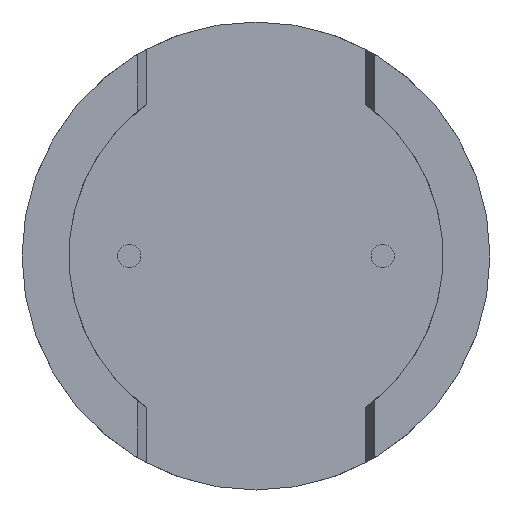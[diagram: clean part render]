
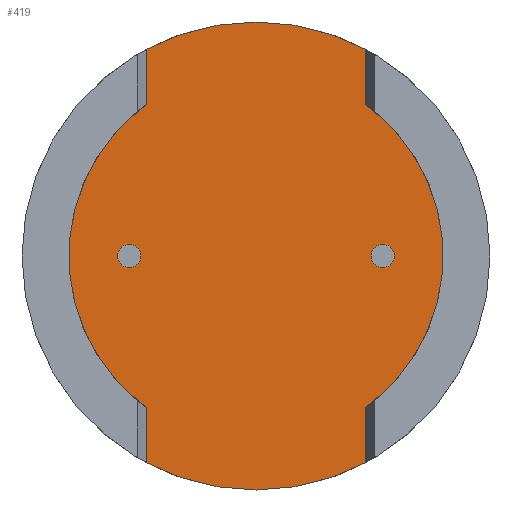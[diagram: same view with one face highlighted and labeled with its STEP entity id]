
A CAD part, front view. The second image highlights one B-rep face of the part: STEP entity #419.
In plain terms, the highlighted planar face has unit normal (0, -1, 0).
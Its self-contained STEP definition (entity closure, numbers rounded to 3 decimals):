
#2 = VERTEX_POINT ( 'NONE', #1295 ) ;
#29 = CIRCLE ( 'NONE', #1262, 0.3 ) ;
#32 = VERTEX_POINT ( 'NONE', #593 ) ;
#36 = CARTESIAN_POINT ( 'NONE',  ( 3.25, 0.5, -0.3 ) ) ;
#40 = CIRCLE ( 'NONE', #73, 0.3 ) ;
#42 = CARTESIAN_POINT ( 'NONE',  ( 2.817, 0.5, 0. ) ) ;
#45 = CIRCLE ( 'NONE', #901, 6. ) ;
#67 = EDGE_CURVE ( 'NONE', #640, #1135, #76, .T. ) ;
#73 = AXIS2_PLACEMENT_3D ( 'NONE', #978, #1105, #982 ) ;
#76 = CIRCLE ( 'NONE', #1137, 6. ) ;
#99 = EDGE_CURVE ( 'NONE', #1098, #640, #45, .T. ) ;
#107 = EDGE_CURVE ( 'NONE', #1223, #1098, #554, .T. ) ;
#112 = ORIENTED_EDGE ( 'NONE', *, *, #99, .T. ) ;
#121 = DIRECTION ( 'NONE',  ( 0., -1., 0. ) ) ;
#123 = DIRECTION ( 'NONE',  ( 0., 0., -1. ) ) ;
#128 = DIRECTION ( 'NONE',  ( 0., 0., -1. ) ) ;
#132 = CARTESIAN_POINT ( 'NONE',  ( 3.25, 0.5, 0. ) ) ;
#137 = DIRECTION ( 'NONE',  ( 0., 0., -1. ) ) ;
#140 = CARTESIAN_POINT ( 'NONE',  ( -3.25, 0.5, 0. ) ) ;
#158 = AXIS2_PLACEMENT_3D ( 'NONE', #1167, #344, #123 ) ;
#185 = EDGE_LOOP ( 'NONE', ( #897, #671 ) ) ;
#190 = EDGE_CURVE ( 'NONE', #527, #510, #1024, .T. ) ;
#198 = CARTESIAN_POINT ( 'NONE',  ( 0., 0.5, 6. ) ) ;
#212 = VECTOR ( 'NONE', #1071, 1000. ) ;
#225 = PLANE ( 'NONE',  #743 ) ;
#232 = DIRECTION ( 'NONE',  ( 0., 0., -1. ) ) ;
#244 = DIRECTION ( 'NONE',  ( 0., -1., 0. ) ) ;
#251 = CARTESIAN_POINT ( 'NONE',  ( -2.817, 0.5, -3.887 ) ) ;
#261 = VECTOR ( 'NONE', #780, 1000. ) ;
#282 = ORIENTED_EDGE ( 'NONE', *, *, #190, .T. ) ;
#285 = EDGE_CURVE ( 'NONE', #2, #527, #633, .T. ) ;
#287 = CARTESIAN_POINT ( 'NONE',  ( 2.817, 0.5, 3.887 ) ) ;
#322 = DIRECTION ( 'NONE',  ( 0., -1., 0. ) ) ;
#323 = CARTESIAN_POINT ( 'NONE',  ( -3.25, 0.5, 0.3 ) ) ;
#325 = DIRECTION ( 'NONE',  ( 0., 0., -1. ) ) ;
#337 = CARTESIAN_POINT ( 'NONE',  ( -2.817, 0.5, 0. ) ) ;
#344 = DIRECTION ( 'NONE',  ( 0., -1., 0. ) ) ;
#360 = VECTOR ( 'NONE', #545, 1000. ) ;
#361 = EDGE_CURVE ( 'NONE', #807, #374, #648, .T. ) ;
#368 = DIRECTION ( 'NONE',  ( 0., 0., -1. ) ) ;
#371 = CARTESIAN_POINT ( 'NONE',  ( 3.25, 0.5, 0.3 ) ) ;
#374 = VERTEX_POINT ( 'NONE', #700 ) ;
#390 = FACE_BOUND ( 'NONE', #185, .T. ) ;
#406 = LINE ( 'NONE', #337, #748 ) ;
#408 = EDGE_LOOP ( 'NONE', ( #673, #632, #112, #1027, #666, #904, #282, #776, #769, #568 ) ) ;
#419 = ADVANCED_FACE ( 'NONE', ( #390, #971, #1185 ), #225, .T. ) ;
#422 = VERTEX_POINT ( 'NONE', #36 ) ;
#432 = CARTESIAN_POINT ( 'NONE',  ( 0., 0.5, -6. ) ) ;
#454 = CARTESIAN_POINT ( 'NONE',  ( 0., 0.5, 0. ) ) ;
#463 = CARTESIAN_POINT ( 'NONE',  ( 0., 0.5, 0. ) ) ;
#495 = ORIENTED_EDGE ( 'NONE', *, *, #1301, .F. ) ;
#510 = VERTEX_POINT ( 'NONE', #969 ) ;
#527 = VERTEX_POINT ( 'NONE', #287 ) ;
#545 = DIRECTION ( 'NONE',  ( 0., 0., 1. ) ) ;
#546 = DIRECTION ( 'NONE',  ( 0., -1., 0. ) ) ;
#554 = LINE ( 'NONE', #1177, #261 ) ;
#568 = ORIENTED_EDGE ( 'NONE', *, *, #1084, .T. ) ;
#593 = CARTESIAN_POINT ( 'NONE',  ( -2.817, 0.5, 3.887 ) ) ;
#612 = AXIS2_PLACEMENT_3D ( 'NONE', #1158, #641, #128 ) ;
#632 = ORIENTED_EDGE ( 'NONE', *, *, #107, .T. ) ;
#633 = CIRCLE ( 'NONE', #690, 4.8 ) ;
#640 = VERTEX_POINT ( 'NONE', #432 ) ;
#641 = DIRECTION ( 'NONE',  ( 0., -1., 0. ) ) ;
#648 = CIRCLE ( 'NONE', #773, 6. ) ;
#651 = DIRECTION ( 'NONE',  ( 0., -1., 0. ) ) ;
#666 = ORIENTED_EDGE ( 'NONE', *, *, #1178, .T. ) ;
#671 = ORIENTED_EDGE ( 'NONE', *, *, #1307, .F. ) ;
#673 = ORIENTED_EDGE ( 'NONE', *, *, #1063, .T. ) ;
#690 = AXIS2_PLACEMENT_3D ( 'NONE', #918, #912, #803 ) ;
#700 = CARTESIAN_POINT ( 'NONE',  ( -2.817, 0.5, 5.298 ) ) ;
#716 = EDGE_CURVE ( 'NONE', #857, #977, #40, .T. ) ;
#719 = AXIS2_PLACEMENT_3D ( 'NONE', #132, #244, #137 ) ;
#743 = AXIS2_PLACEMENT_3D ( 'NONE', #926, #322, #325 ) ;
#748 = VECTOR ( 'NONE', #232, 1000. ) ;
#768 = CARTESIAN_POINT ( 'NONE',  ( 3.25, 0.5, 0. ) ) ;
#769 = ORIENTED_EDGE ( 'NONE', *, *, #361, .T. ) ;
#773 = AXIS2_PLACEMENT_3D ( 'NONE', #1009, #121, #844 ) ;
#776 = ORIENTED_EDGE ( 'NONE', *, *, #1040, .T. ) ;
#780 = DIRECTION ( 'NONE',  ( 0., 0., -1. ) ) ;
#781 = EDGE_LOOP ( 'NONE', ( #495, #834 ) ) ;
#803 = DIRECTION ( 'NONE',  ( 0., 0., -1. ) ) ;
#807 = VERTEX_POINT ( 'NONE', #198 ) ;
#834 = ORIENTED_EDGE ( 'NONE', *, *, #1004, .F. ) ;
#844 = DIRECTION ( 'NONE',  ( 0., 0., -1. ) ) ;
#857 = VERTEX_POINT ( 'NONE', #1000 ) ;
#879 = DIRECTION ( 'NONE',  ( 0., 0., -1. ) ) ;
#897 = ORIENTED_EDGE ( 'NONE', *, *, #716, .F. ) ;
#900 = LINE ( 'NONE', #42, #360 ) ;
#901 = AXIS2_PLACEMENT_3D ( 'NONE', #454, #1087, #368 ) ;
#904 = ORIENTED_EDGE ( 'NONE', *, *, #285, .T. ) ;
#912 = DIRECTION ( 'NONE',  ( 0., -1., 0. ) ) ;
#918 = CARTESIAN_POINT ( 'NONE',  ( 0., 0.5, 0. ) ) ;
#926 = CARTESIAN_POINT ( 'NONE',  ( 0., 0.5, 0. ) ) ;
#969 = CARTESIAN_POINT ( 'NONE',  ( 2.817, 0.5, 5.298 ) ) ;
#971 = FACE_OUTER_BOUND ( 'NONE', #408, .T. ) ;
#974 = DIRECTION ( 'NONE',  ( 0., 0., -1. ) ) ;
#977 = VERTEX_POINT ( 'NONE', #323 ) ;
#978 = CARTESIAN_POINT ( 'NONE',  ( -3.25, 0.5, 0. ) ) ;
#982 = DIRECTION ( 'NONE',  ( 0., 0., -1. ) ) ;
#1000 = CARTESIAN_POINT ( 'NONE',  ( -3.25, 0.5, -0.3 ) ) ;
#1004 = EDGE_CURVE ( 'NONE', #1226, #422, #1102, .T. ) ;
#1009 = CARTESIAN_POINT ( 'NONE',  ( 0., 0.5, 0. ) ) ;
#1024 = LINE ( 'NONE', #1066, #212 ) ;
#1025 = CIRCLE ( 'NONE', #1235, 0.3 ) ;
#1027 = ORIENTED_EDGE ( 'NONE', *, *, #67, .T. ) ;
#1033 = DIRECTION ( 'NONE',  ( 0., 0., -1. ) ) ;
#1040 = EDGE_CURVE ( 'NONE', #510, #807, #1289, .T. ) ;
#1063 = EDGE_CURVE ( 'NONE', #32, #1223, #1078, .T. ) ;
#1066 = CARTESIAN_POINT ( 'NONE',  ( 2.817, 0.5, 0. ) ) ;
#1071 = DIRECTION ( 'NONE',  ( 0., 0., 1. ) ) ;
#1078 = CIRCLE ( 'NONE', #612, 4.8 ) ;
#1084 = EDGE_CURVE ( 'NONE', #374, #32, #406, .T. ) ;
#1087 = DIRECTION ( 'NONE',  ( 0., -1., 0. ) ) ;
#1098 = VERTEX_POINT ( 'NONE', #1250 ) ;
#1102 = CIRCLE ( 'NONE', #719, 0.3 ) ;
#1105 = DIRECTION ( 'NONE',  ( 0., -1., 0. ) ) ;
#1135 = VERTEX_POINT ( 'NONE', #1263 ) ;
#1137 = AXIS2_PLACEMENT_3D ( 'NONE', #463, #546, #974 ) ;
#1158 = CARTESIAN_POINT ( 'NONE',  ( 0., 0.5, 0. ) ) ;
#1167 = CARTESIAN_POINT ( 'NONE',  ( 0., 0.5, 0. ) ) ;
#1177 = CARTESIAN_POINT ( 'NONE',  ( -2.817, 0.5, 0. ) ) ;
#1178 = EDGE_CURVE ( 'NONE', #1135, #2, #900, .T. ) ;
#1185 = FACE_BOUND ( 'NONE', #781, .T. ) ;
#1223 = VERTEX_POINT ( 'NONE', #251 ) ;
#1226 = VERTEX_POINT ( 'NONE', #371 ) ;
#1235 = AXIS2_PLACEMENT_3D ( 'NONE', #140, #651, #1033 ) ;
#1250 = CARTESIAN_POINT ( 'NONE',  ( -2.817, 0.5, -5.298 ) ) ;
#1262 = AXIS2_PLACEMENT_3D ( 'NONE', #768, #1269, #879 ) ;
#1263 = CARTESIAN_POINT ( 'NONE',  ( 2.817, 0.5, -5.298 ) ) ;
#1269 = DIRECTION ( 'NONE',  ( 0., -1., 0. ) ) ;
#1289 = CIRCLE ( 'NONE', #158, 6. ) ;
#1295 = CARTESIAN_POINT ( 'NONE',  ( 2.817, 0.5, -3.887 ) ) ;
#1301 = EDGE_CURVE ( 'NONE', #422, #1226, #29, .T. ) ;
#1307 = EDGE_CURVE ( 'NONE', #977, #857, #1025, .T. ) ;
